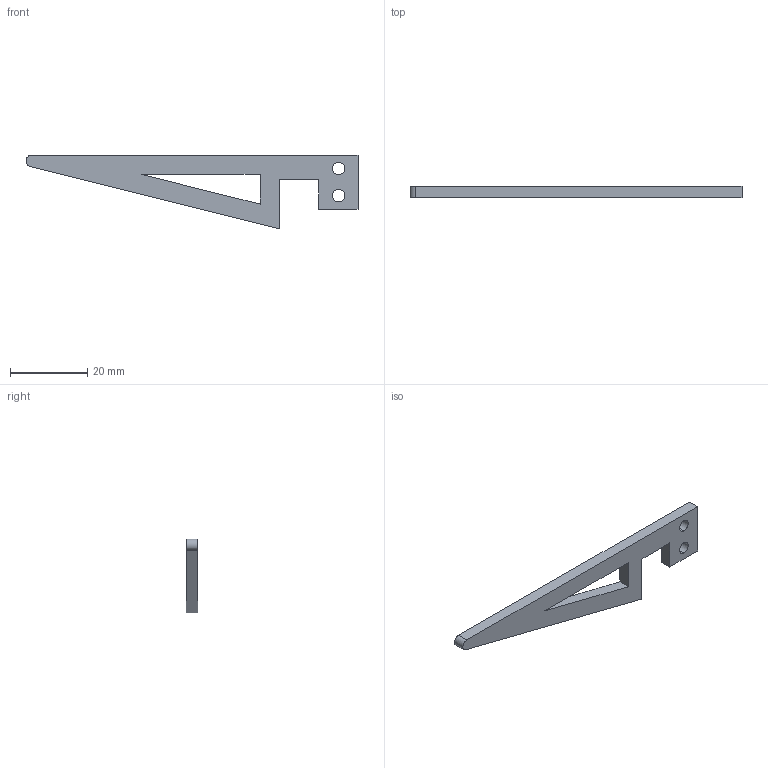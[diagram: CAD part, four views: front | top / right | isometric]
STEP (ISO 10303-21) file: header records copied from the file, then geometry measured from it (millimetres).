
FILE_DESCRIPTION (( 'STEP AP203' ), '1' );
FILE_NAME ('AtomFrontForksrounded1.5mm.STEP', '2022-04-24T19:28:44', ( '' ), ( '' ), 'SwSTEP 2.0', 'SolidWorks 2021', '' );
FILE_SCHEMA (( 'CONFIG_CONTROL_DESIGN' ));
Length unit declared in the file: millimetre
Products named in the file (1): AtomFrontForksrounded1.5mm
Bounding box: 85.84 x 3.02 x 19.08 mm (x, y, z)
Volume: 2373.4 mm3; surface area: 2476.3 mm2
Topology: 1 solids, 1 shells, 17 faces, 45 edges, 30 vertices
Faces by surface type: plane 12, cylinder 5
Entity records: 618 total; most frequent: CARTESIAN_POINT 93, DIRECTION 91, ORIENTED_EDGE 90, EDGE_CURVE 45, VECTOR 35, LINE 35, VERTEX_POINT 30, AXIS2_PLACEMENT_3D 28
